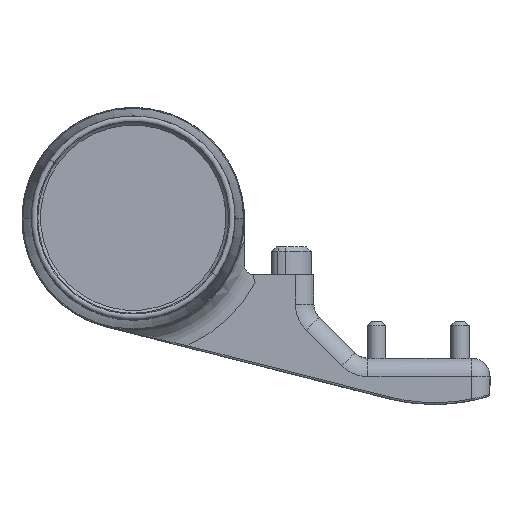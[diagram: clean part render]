
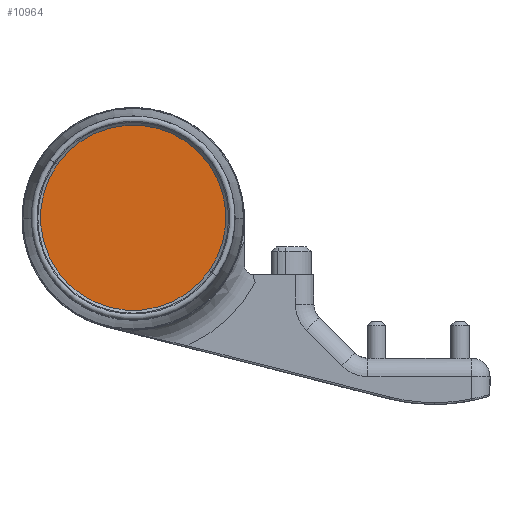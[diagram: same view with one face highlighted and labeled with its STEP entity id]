
A CAD part, top view. The second image highlights one B-rep face of the part: STEP entity #10964.
In plain terms, the highlighted planar face has unit normal (0, 0, 1).
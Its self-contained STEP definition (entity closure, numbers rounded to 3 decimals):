
#1688 = CARTESIAN_POINT ( 'NONE',  ( 0., -10.3, 80.856 ) ) ;
#2220 = ORIENTED_EDGE ( 'NONE', *, *, #4998, .T. ) ;
#2557 = DIRECTION ( 'NONE',  ( 0., 0., 1. ) ) ;
#3850 = VERTEX_POINT ( 'NONE', #13944 ) ;
#4590 = AXIS2_PLACEMENT_3D ( 'NONE', #15973, #2557, #8537 ) ;
#4998 = EDGE_CURVE ( 'NONE', #9591, #3850, #14802, .T. ) ;
#5149 = FACE_OUTER_BOUND ( 'NONE', #18812, .T. ) ;
#6047 = AXIS2_PLACEMENT_3D ( 'NONE', #13033, #10061, #8423 ) ;
#8423 = DIRECTION ( 'NONE',  ( 0., -1., 0. ) ) ;
#8537 = DIRECTION ( 'NONE',  ( 0., -1., 0. ) ) ;
#8938 = EDGE_CURVE ( 'NONE', #3850, #9591, #18661, .T. ) ;
#9591 = VERTEX_POINT ( 'NONE', #1688 ) ;
#10061 = DIRECTION ( 'NONE',  ( 0., 0., 1. ) ) ;
#10964 = ADVANCED_FACE ( 'NONE', ( #5149 ), #17071, .T. ) ;
#11677 = DIRECTION ( 'NONE',  ( 0., 0., 1. ) ) ;
#11772 = CARTESIAN_POINT ( 'NONE',  ( 0., 13., 80.856 ) ) ;
#12785 = AXIS2_PLACEMENT_3D ( 'NONE', #11772, #11677, #16287 ) ;
#13033 = CARTESIAN_POINT ( 'NONE',  ( 0., 0., 80.856 ) ) ;
#13944 = CARTESIAN_POINT ( 'NONE',  ( 0., 10.3, 80.856 ) ) ;
#14802 = CIRCLE ( 'NONE', #6047, 10.3 ) ;
#15973 = CARTESIAN_POINT ( 'NONE',  ( 0., 0., 80.856 ) ) ;
#16287 = DIRECTION ( 'NONE',  ( 0., -1., 0. ) ) ;
#17071 = PLANE ( 'NONE',  #12785 ) ;
#18661 = CIRCLE ( 'NONE', #4590, 10.3 ) ;
#18749 = ORIENTED_EDGE ( 'NONE', *, *, #8938, .T. ) ;
#18812 = EDGE_LOOP ( 'NONE', ( #2220, #18749 ) ) ;
